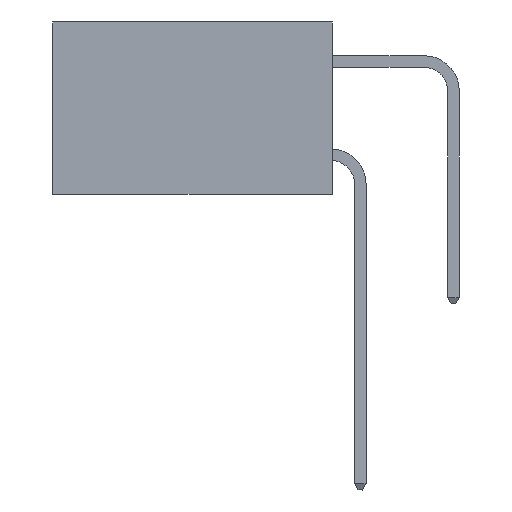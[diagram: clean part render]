
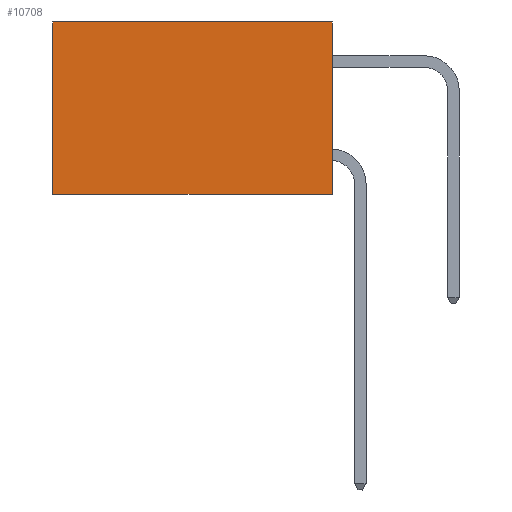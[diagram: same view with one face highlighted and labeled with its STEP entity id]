
A CAD part, left-side view. The second image highlights one B-rep face of the part: STEP entity #10708.
In plain terms, the highlighted planar face has unit normal (-1, 0, 0).
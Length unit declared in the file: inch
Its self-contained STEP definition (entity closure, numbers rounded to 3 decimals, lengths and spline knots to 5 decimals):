
#99 = EDGE_CURVE ( 'NONE', #12111, #2431, #5107, .T. ) ;
#427 = AXIS2_PLACEMENT_3D ( 'NONE', #4809, #5869, #3178 ) ;
#701 = VERTEX_POINT ( 'NONE', #1622 ) ;
#760 = ORIENTED_EDGE ( 'NONE', *, *, #1910, .F. ) ;
#1026 = CARTESIAN_POINT ( 'NONE',  ( 0.298, 0., 0. ) ) ;
#1215 = DIRECTION ( 'NONE',  ( 0., 0., -1. ) ) ;
#1622 = CARTESIAN_POINT ( 'NONE',  ( 0.298, 0.6, -0.37 ) ) ;
#1910 = EDGE_CURVE ( 'NONE', #12111, #8621, #3314, .T. ) ;
#1990 = LINE ( 'NONE', #4813, #9124 ) ;
#2431 = VERTEX_POINT ( 'NONE', #9194 ) ;
#2859 = VECTOR ( 'NONE', #10181, 39.37008 ) ;
#3178 = DIRECTION ( 'NONE',  ( 0., 0., -1. ) ) ;
#3314 = LINE ( 'NONE', #1026, #2859 ) ;
#3554 = CARTESIAN_POINT ( 'NONE',  ( 0.298, 0., 0. ) ) ;
#3809 = DIRECTION ( 'NONE',  ( 0., 1., 0. ) ) ;
#3932 = ORIENTED_EDGE ( 'NONE', *, *, #9160, .F. ) ;
#4236 = EDGE_LOOP ( 'NONE', ( #4891, #3932, #760, #5017 ) ) ;
#4809 = CARTESIAN_POINT ( 'NONE',  ( 0.298, 0., 0. ) ) ;
#4813 = CARTESIAN_POINT ( 'NONE',  ( 0.298, 0.6, 0. ) ) ;
#4826 = DIRECTION ( 'NONE',  ( 0., 1., 0. ) ) ;
#4891 = ORIENTED_EDGE ( 'NONE', *, *, #6552, .T. ) ;
#5017 = ORIENTED_EDGE ( 'NONE', *, *, #99, .T. ) ;
#5107 = LINE ( 'NONE', #6403, #9885 ) ;
#5522 = CARTESIAN_POINT ( 'NONE',  ( 0.298, 0., -0.37 ) ) ;
#5869 = DIRECTION ( 'NONE',  ( 1., 0., 0. ) ) ;
#6286 = LINE ( 'NONE', #8353, #6889 ) ;
#6403 = CARTESIAN_POINT ( 'NONE',  ( 0.298, 0., 0. ) ) ;
#6552 = EDGE_CURVE ( 'NONE', #2431, #701, #1990, .T. ) ;
#6889 = VECTOR ( 'NONE', #4826, 39.37008 ) ;
#8353 = CARTESIAN_POINT ( 'NONE',  ( 0.298, 0., -0.37 ) ) ;
#8621 = VERTEX_POINT ( 'NONE', #5522 ) ;
#9124 = VECTOR ( 'NONE', #1215, 39.37008 ) ;
#9160 = EDGE_CURVE ( 'NONE', #8621, #701, #6286, .T. ) ;
#9194 = CARTESIAN_POINT ( 'NONE',  ( 0.298, 0.6, 0. ) ) ;
#9885 = VECTOR ( 'NONE', #3809, 39.37008 ) ;
#10178 = FACE_OUTER_BOUND ( 'NONE', #4236, .T. ) ;
#10181 = DIRECTION ( 'NONE',  ( 0., 0., -1. ) ) ;
#10708 = ADVANCED_FACE ( 'NONE', ( #10178 ), #12095, .F. ) ;
#12095 = PLANE ( 'NONE',  #427 ) ;
#12111 = VERTEX_POINT ( 'NONE', #3554 ) ;
